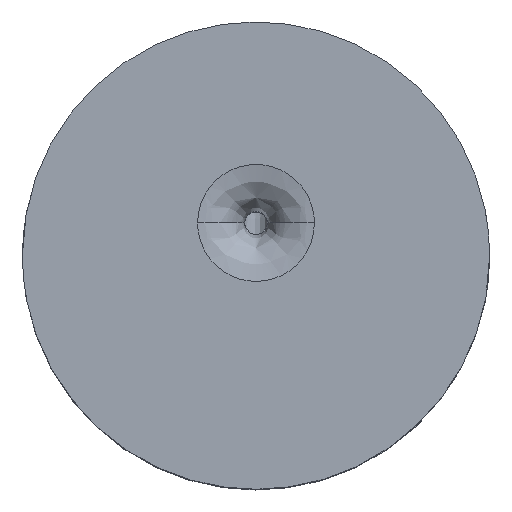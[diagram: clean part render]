
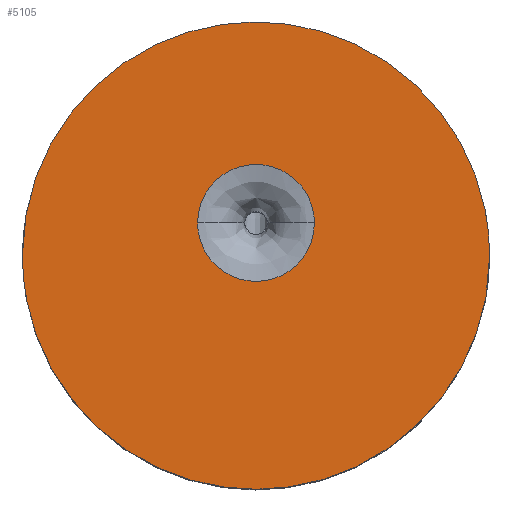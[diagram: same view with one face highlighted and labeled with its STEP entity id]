
A CAD part, top view. The second image highlights one B-rep face of the part: STEP entity #5105.
In plain terms, the highlighted free-form (B-spline) face has degree [1, 1] with [2, 2] control points.
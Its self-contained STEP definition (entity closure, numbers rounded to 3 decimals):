
#5048 = VERTEX_POINT('',#5049);
#5049 = CARTESIAN_POINT('',(46.893,0.,73.154));
#5054 = EDGE_CURVE('',#5048,#5055,#5057,.T.);
#5055 = VERTEX_POINT('',#5056);
#5056 = CARTESIAN_POINT('',(-46.893,0.,
    73.154));
#5057 = ( BOUNDED_CURVE() B_SPLINE_CURVE(2,(#5058,#5059,#5060,#5061,
#5062),.UNSPECIFIED.,.F.,.F.) B_SPLINE_CURVE_WITH_KNOTS((3,2,3),(0.,
1.571,3.142),.PIECEWISE_BEZIER_KNOTS.) CURVE() 
GEOMETRIC_REPRESENTATION_ITEM() RATIONAL_B_SPLINE_CURVE((1.,
0.707,1.,0.707,1.)) REPRESENTATION_ITEM('') );
#5058 = CARTESIAN_POINT('',(46.893,0.,73.154));
#5059 = CARTESIAN_POINT('',(46.893,-46.893,
    73.154));
#5060 = CARTESIAN_POINT('',(0.,-46.893,
    73.154));
#5061 = CARTESIAN_POINT('',(-46.893,-46.893,
    73.154));
#5062 = CARTESIAN_POINT('',(-46.893,0.,
    73.154));
#5085 = EDGE_CURVE('',#5055,#5048,#5086,.T.);
#5086 = ( BOUNDED_CURVE() B_SPLINE_CURVE(2,(#5087,#5088,#5089,#5090,
#5091),.UNSPECIFIED.,.F.,.F.) B_SPLINE_CURVE_WITH_KNOTS((3,2,3),(0.,
1.571,3.142),.PIECEWISE_BEZIER_KNOTS.) CURVE() 
GEOMETRIC_REPRESENTATION_ITEM() RATIONAL_B_SPLINE_CURVE((1.,
0.707,1.,0.707,1.)) REPRESENTATION_ITEM('') );
#5087 = CARTESIAN_POINT('',(-46.893,0.,73.154));
#5088 = CARTESIAN_POINT('',(-46.893,46.893,
    73.154));
#5089 = CARTESIAN_POINT('',(0.,46.893,
    73.154));
#5090 = CARTESIAN_POINT('',(46.893,46.893,
    73.154));
#5091 = CARTESIAN_POINT('',(46.893,0.,
    73.154));
#5105 = ADVANCED_FACE('',(#5106,#5110),#5132,.F.);
#5106 = FACE_BOUND('',#5107,.F.);
#5107 = EDGE_LOOP('',(#5108,#5109));
#5108 = ORIENTED_EDGE('',*,*,#5054,.T.);
#5109 = ORIENTED_EDGE('',*,*,#5085,.T.);
#5110 = FACE_BOUND('',#5111,.F.);
#5111 = EDGE_LOOP('',(#5112,#5124));
#5112 = ORIENTED_EDGE('',*,*,#5113,.F.);
#5113 = EDGE_CURVE('',#5114,#5116,#5118,.T.);
#5114 = VERTEX_POINT('',#5115);
#5115 = CARTESIAN_POINT('',(-11.723,6.565,
    73.154));
#5116 = VERTEX_POINT('',#5117);
#5117 = CARTESIAN_POINT('',(11.723,6.565,
    73.154));
#5118 = ( BOUNDED_CURVE() B_SPLINE_CURVE(2,(#5119,#5120,#5121,#5122,
#5123),.UNSPECIFIED.,.F.,.F.) B_SPLINE_CURVE_WITH_KNOTS((3,2,3),(0.,
1.571,3.142),.PIECEWISE_BEZIER_KNOTS.) CURVE() 
GEOMETRIC_REPRESENTATION_ITEM() RATIONAL_B_SPLINE_CURVE((1.,
0.707,1.,0.707,1.)) REPRESENTATION_ITEM('') );
#5119 = CARTESIAN_POINT('',(-11.723,6.565,
    73.154));
#5120 = CARTESIAN_POINT('',(-11.723,18.288,
    73.154));
#5121 = CARTESIAN_POINT('',(0.,18.288,
    73.154));
#5122 = CARTESIAN_POINT('',(11.723,18.288,
    73.154));
#5123 = CARTESIAN_POINT('',(11.723,6.565,
    73.154));
#5124 = ORIENTED_EDGE('',*,*,#5125,.F.);
#5125 = EDGE_CURVE('',#5116,#5114,#5126,.T.);
#5126 = ( BOUNDED_CURVE() B_SPLINE_CURVE(2,(#5127,#5128,#5129,#5130,
#5131),.UNSPECIFIED.,.F.,.F.) B_SPLINE_CURVE_WITH_KNOTS((3,2,3),(0.,
1.571,3.142),.PIECEWISE_BEZIER_KNOTS.) CURVE() 
GEOMETRIC_REPRESENTATION_ITEM() RATIONAL_B_SPLINE_CURVE((1.,
0.707,1.,0.707,1.)) REPRESENTATION_ITEM('') );
#5127 = CARTESIAN_POINT('',(11.723,6.565,
    73.154));
#5128 = CARTESIAN_POINT('',(11.723,-5.158,
    73.154));
#5129 = CARTESIAN_POINT('',(0.,-5.158,
    73.154));
#5130 = CARTESIAN_POINT('',(-11.723,-5.158,
    73.154));
#5131 = CARTESIAN_POINT('',(-11.723,6.565,
    73.154));
#5132 = B_SPLINE_SURFACE_WITH_KNOTS('',1,1,(
    (#5133,#5134)
    ,(#5135,#5136
    )),.UNSPECIFIED.,.F.,.F.,.F.,(2,2),(2,2),(-50.,50.),(-50.,50.),
  .PIECEWISE_BEZIER_KNOTS.);
#5133 = CARTESIAN_POINT('',(-46.893,46.893,
    73.154));
#5134 = CARTESIAN_POINT('',(-46.893,-46.893,
    73.154));
#5135 = CARTESIAN_POINT('',(46.893,46.893,
    73.154));
#5136 = CARTESIAN_POINT('',(46.893,-46.893,
    73.154));
